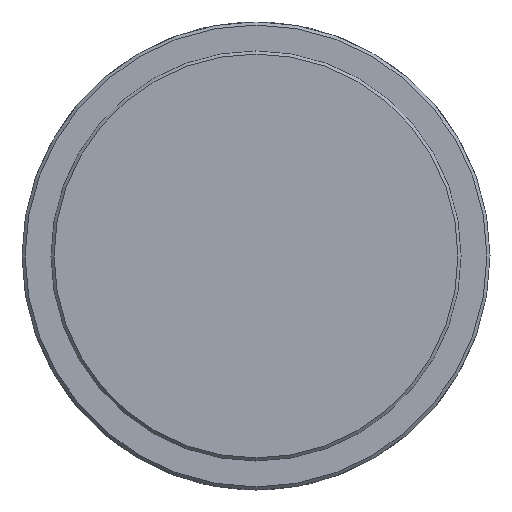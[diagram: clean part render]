
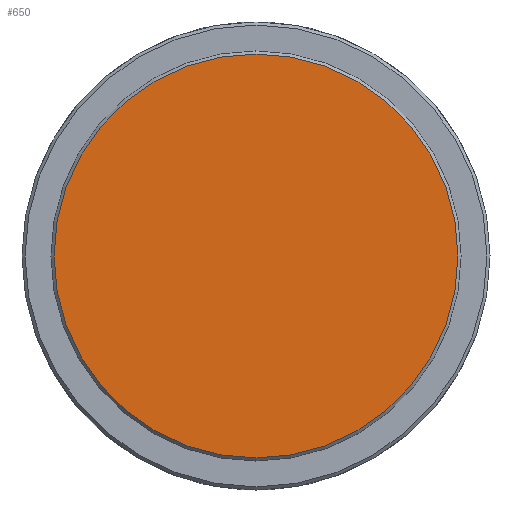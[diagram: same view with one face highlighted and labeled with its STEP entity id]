
A CAD part, left-side view. The second image highlights one B-rep face of the part: STEP entity #650.
In plain terms, the highlighted planar face has unit normal (-1, 0, 0).
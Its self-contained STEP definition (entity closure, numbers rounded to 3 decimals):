
#37 = DIRECTION ( 'NONE',  ( 1., 0., 0. ) ) ;
#63 = ORIENTED_EDGE ( 'NONE', *, *, #245, .T. ) ;
#72 = DIRECTION ( 'NONE',  ( 0., 0., -1. ) ) ;
#106 = PLANE ( 'NONE',  #548 ) ;
#115 = AXIS2_PLACEMENT_3D ( 'NONE', #692, #230, #762 ) ;
#139 = CARTESIAN_POINT ( 'NONE',  ( 11.185, 3.933, 30. ) ) ;
#230 = DIRECTION ( 'NONE',  ( -1., 0., 0. ) ) ;
#245 = EDGE_CURVE ( 'NONE', #648, #291, #318, .T. ) ;
#252 = EDGE_LOOP ( 'NONE', ( #811, #63 ) ) ;
#291 = VERTEX_POINT ( 'NONE', #464 ) ;
#318 = CIRCLE ( 'NONE', #429, 12.945 ) ;
#429 = AXIS2_PLACEMENT_3D ( 'NONE', #139, #528, #72 ) ;
#435 = CARTESIAN_POINT ( 'NONE',  ( 11.185, 3.933, 42.945 ) ) ;
#438 = CARTESIAN_POINT ( 'NONE',  ( 11.185, 17.077, 30. ) ) ;
#464 = CARTESIAN_POINT ( 'NONE',  ( 11.185, 3.933, 17.056 ) ) ;
#498 = DIRECTION ( 'NONE',  ( 0., 0., -1. ) ) ;
#528 = DIRECTION ( 'NONE',  ( -1., 0., 0. ) ) ;
#548 = AXIS2_PLACEMENT_3D ( 'NONE', #438, #37, #498 ) ;
#590 = EDGE_CURVE ( 'NONE', #291, #648, #711, .T. ) ;
#648 = VERTEX_POINT ( 'NONE', #435 ) ;
#650 = ADVANCED_FACE ( 'NONE', ( #694 ), #106, .F. ) ;
#692 = CARTESIAN_POINT ( 'NONE',  ( 11.185, 3.933, 30. ) ) ;
#694 = FACE_OUTER_BOUND ( 'NONE', #252, .T. ) ;
#711 = CIRCLE ( 'NONE', #115, 12.945 ) ;
#762 = DIRECTION ( 'NONE',  ( 0., 0., -1. ) ) ;
#811 = ORIENTED_EDGE ( 'NONE', *, *, #590, .T. ) ;
